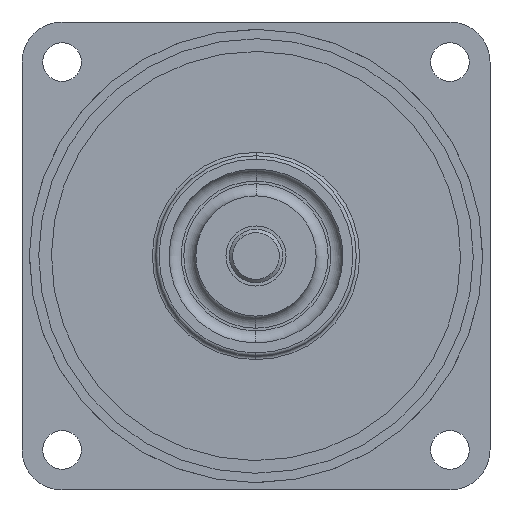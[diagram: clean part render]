
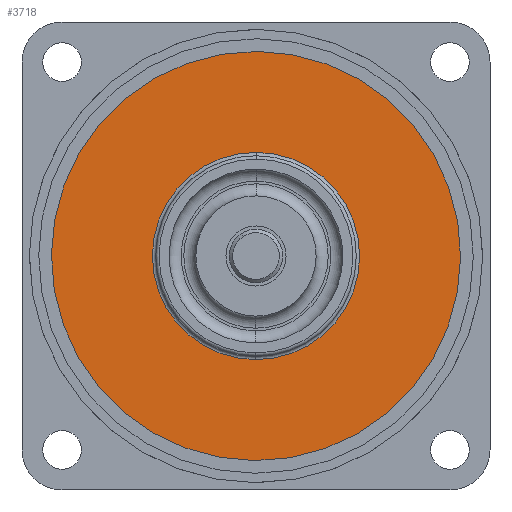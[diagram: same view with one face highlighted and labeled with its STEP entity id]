
A CAD part, front view. The second image highlights one B-rep face of the part: STEP entity #3718.
In plain terms, the highlighted planar face has unit normal (0, -1, 0).
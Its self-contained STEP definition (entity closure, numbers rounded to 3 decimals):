
#34 = ORIENTED_EDGE ( 'NONE', *, *, #5188, .T. ) ;
#83 = DIRECTION ( 'NONE',  ( 0., -1., 0. ) ) ;
#133 = DIRECTION ( 'NONE',  ( 0.006, 0., 1. ) ) ;
#584 = CARTESIAN_POINT ( 'NONE',  ( 524.493, 58.777, -220.285 ) ) ;
#756 = EDGE_CURVE ( 'NONE', #3314, #3083, #2060, .T. ) ;
#788 = VERTEX_POINT ( 'NONE', #3881 ) ;
#955 = DIRECTION ( 'NONE',  ( 0., -1., 0. ) ) ;
#1096 = CARTESIAN_POINT ( 'NONE',  ( 524.493, 58.777, -220.285 ) ) ;
#1268 = CIRCLE ( 'NONE', #4277, 30.6 ) ;
#1510 = FACE_BOUND ( 'NONE', #4768, .T. ) ;
#1758 = DIRECTION ( 'NONE',  ( 0.006, 0., 1. ) ) ;
#1826 = DIRECTION ( 'NONE',  ( 0., -1., 0. ) ) ;
#1960 = CIRCLE ( 'NONE', #4922, 15.5 ) ;
#2055 = AXIS2_PLACEMENT_3D ( 'NONE', #2221, #3852, #133 ) ;
#2060 = CIRCLE ( 'NONE', #2055, 30.6 ) ;
#2158 = ORIENTED_EDGE ( 'NONE', *, *, #4462, .F. ) ;
#2221 = CARTESIAN_POINT ( 'NONE',  ( 524.493, 58.777, -220.285 ) ) ;
#2602 = AXIS2_PLACEMENT_3D ( 'NONE', #3809, #83, #1758 ) ;
#2606 = CIRCLE ( 'NONE', #2602, 15.5 ) ;
#2617 = DIRECTION ( 'NONE',  ( 0.006, 0., 1. ) ) ;
#2765 = DIRECTION ( 'NONE',  ( 0., 1., 0. ) ) ;
#3083 = VERTEX_POINT ( 'NONE', #4227 ) ;
#3165 = FACE_OUTER_BOUND ( 'NONE', #3626, .T. ) ;
#3314 = VERTEX_POINT ( 'NONE', #5272 ) ;
#3489 = DIRECTION ( 'NONE',  ( 0.006, 0., 1. ) ) ;
#3626 = EDGE_LOOP ( 'NONE', ( #4569, #34 ) ) ;
#3718 = ADVANCED_FACE ( 'NONE', ( #1510, #3165 ), #4755, .F. ) ;
#3809 = CARTESIAN_POINT ( 'NONE',  ( 524.493, 58.777, -220.285 ) ) ;
#3852 = DIRECTION ( 'NONE',  ( 0., -1., 0. ) ) ;
#3881 = CARTESIAN_POINT ( 'NONE',  ( 524.407, 58.777, -235.785 ) ) ;
#3969 = AXIS2_PLACEMENT_3D ( 'NONE', #1096, #2765, #4367 ) ;
#3995 = EDGE_CURVE ( 'NONE', #4384, #788, #2606, .T. ) ;
#4152 = CARTESIAN_POINT ( 'NONE',  ( 524.58, 58.777, -204.786 ) ) ;
#4227 = CARTESIAN_POINT ( 'NONE',  ( 524.322, 58.777, -250.885 ) ) ;
#4277 = AXIS2_PLACEMENT_3D ( 'NONE', #584, #1826, #3489 ) ;
#4367 = DIRECTION ( 'NONE',  ( -0.006, 0., -1. ) ) ;
#4384 = VERTEX_POINT ( 'NONE', #4152 ) ;
#4462 = EDGE_CURVE ( 'NONE', #788, #4384, #1960, .T. ) ;
#4569 = ORIENTED_EDGE ( 'NONE', *, *, #756, .T. ) ;
#4616 = CARTESIAN_POINT ( 'NONE',  ( 524.493, 58.777, -220.285 ) ) ;
#4755 = PLANE ( 'NONE',  #3969 ) ;
#4768 = EDGE_LOOP ( 'NONE', ( #4986, #2158 ) ) ;
#4922 = AXIS2_PLACEMENT_3D ( 'NONE', #4616, #955, #2617 ) ;
#4986 = ORIENTED_EDGE ( 'NONE', *, *, #3995, .F. ) ;
#5188 = EDGE_CURVE ( 'NONE', #3083, #3314, #1268, .T. ) ;
#5272 = CARTESIAN_POINT ( 'NONE',  ( 524.664, 58.777, -189.686 ) ) ;
